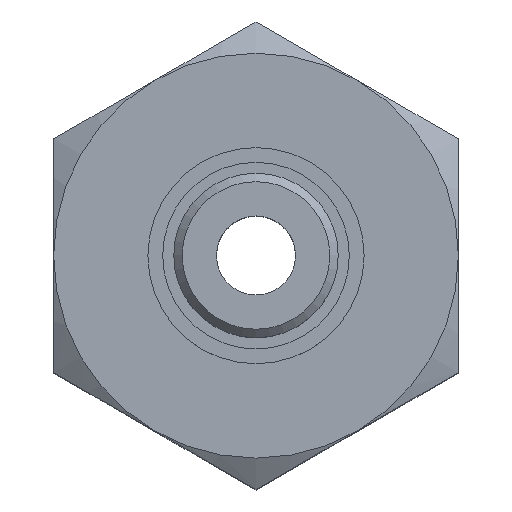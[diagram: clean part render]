
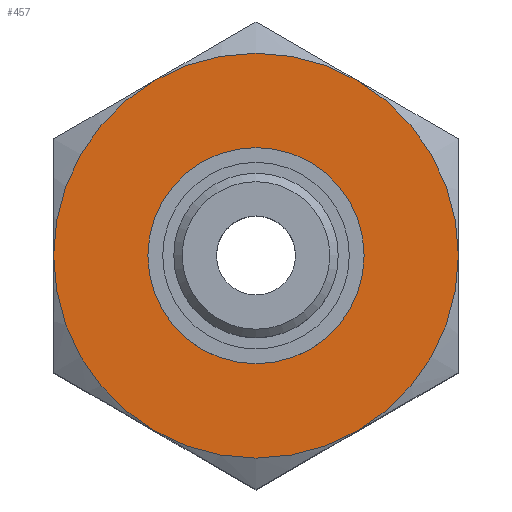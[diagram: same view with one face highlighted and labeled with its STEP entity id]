
A CAD part, top view. The second image highlights one B-rep face of the part: STEP entity #457.
In plain terms, the highlighted planar face has unit normal (0, 0, 1).
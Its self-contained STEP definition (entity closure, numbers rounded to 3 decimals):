
#41=PLANE('',#525);
#56=CIRCLE('',#496,20.5);
#57=CIRCLE('',#498,20.5);
#58=CIRCLE('',#500,20.5);
#59=CIRCLE('',#502,20.5);
#60=CIRCLE('',#504,20.5);
#70=CIRCLE('',#524,20.5);
#71=CIRCLE('',#526,10.95);
#136=ORIENTED_EDGE('',*,*,#239,.T.);
#137=ORIENTED_EDGE('',*,*,#237,.F.);
#138=ORIENTED_EDGE('',*,*,#214,.F.);
#139=ORIENTED_EDGE('',*,*,#212,.F.);
#140=ORIENTED_EDGE('',*,*,#223,.F.);
#141=ORIENTED_EDGE('',*,*,#220,.F.);
#142=ORIENTED_EDGE('',*,*,#217,.F.);
#212=EDGE_CURVE('',#266,#265,#56,.T.);
#214=EDGE_CURVE('',#265,#268,#57,.T.);
#217=EDGE_CURVE('',#269,#271,#58,.T.);
#220=EDGE_CURVE('',#271,#273,#59,.T.);
#223=EDGE_CURVE('',#273,#266,#60,.T.);
#237=EDGE_CURVE('',#268,#269,#70,.T.);
#239=EDGE_CURVE('',#285,#285,#71,.T.);
#265=VERTEX_POINT('',#753);
#266=VERTEX_POINT('',#759);
#268=VERTEX_POINT('',#768);
#269=VERTEX_POINT('',#779);
#271=VERTEX_POINT('',#782);
#273=VERTEX_POINT('',#794);
#285=VERTEX_POINT('',#861);
#345=EDGE_LOOP('',(#136));
#346=EDGE_LOOP('',(#137,#138,#139,#140,#141,#142));
#397=FACE_BOUND('',#345,.T.);
#398=FACE_BOUND('',#346,.T.);
#457=ADVANCED_FACE('',(#397,#398),#41,.T.);
#496=AXIS2_PLACEMENT_3D('',#760,#572,#573);
#498=AXIS2_PLACEMENT_3D('',#767,#576,#577);
#500=AXIS2_PLACEMENT_3D('',#781,#580,#581);
#502=AXIS2_PLACEMENT_3D('',#793,#584,#585);
#504=AXIS2_PLACEMENT_3D('',#806,#588,#589);
#524=AXIS2_PLACEMENT_3D('',#854,#628,#629);
#525=AXIS2_PLACEMENT_3D('',#859,#630,#631);
#526=AXIS2_PLACEMENT_3D('',#860,#632,#633);
#572=DIRECTION('',(0.,0.,-1.));
#573=DIRECTION('',(-1.,0.,0.));
#576=DIRECTION('',(0.,0.,-1.));
#577=DIRECTION('',(-1.,0.,0.));
#580=DIRECTION('',(0.,0.,-1.));
#581=DIRECTION('',(-1.,0.,0.));
#584=DIRECTION('',(0.,0.,-1.));
#585=DIRECTION('',(-1.,0.,0.));
#588=DIRECTION('',(0.,0.,-1.));
#589=DIRECTION('',(-1.,0.,0.));
#628=DIRECTION('',(0.,0.,-1.));
#629=DIRECTION('',(-1.,0.,0.));
#630=DIRECTION('',(0.,0.,1.));
#631=DIRECTION('',(1.,0.,0.));
#632=DIRECTION('',(0.,0.,-1.));
#633=DIRECTION('',(-1.,0.,0.));
#753=CARTESIAN_POINT('',(-20.5,0.,-1.31));
#759=CARTESIAN_POINT('',(-10.25,-17.754,-1.309));
#760=CARTESIAN_POINT('',(0.,0.,-1.309));
#767=CARTESIAN_POINT('',(0.,0.,-1.309));
#768=CARTESIAN_POINT('',(-10.25,17.754,-1.31));
#779=CARTESIAN_POINT('',(10.25,17.754,-1.31));
#781=CARTESIAN_POINT('',(0.,0.,-1.309));
#782=CARTESIAN_POINT('',(20.5,0.,-1.31));
#793=CARTESIAN_POINT('',(0.,0.,-1.309));
#794=CARTESIAN_POINT('',(10.25,-17.754,-1.31));
#806=CARTESIAN_POINT('',(0.,0.,-1.309));
#854=CARTESIAN_POINT('',(0.,0.,-1.309));
#859=CARTESIAN_POINT('',(0.,20.5,-1.309));
#860=CARTESIAN_POINT('',(0.,0.,-1.31));
#861=CARTESIAN_POINT('',(-10.95,0.,-1.31));
